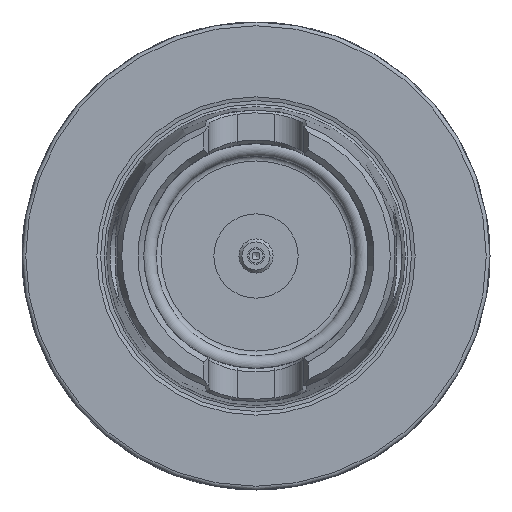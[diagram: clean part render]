
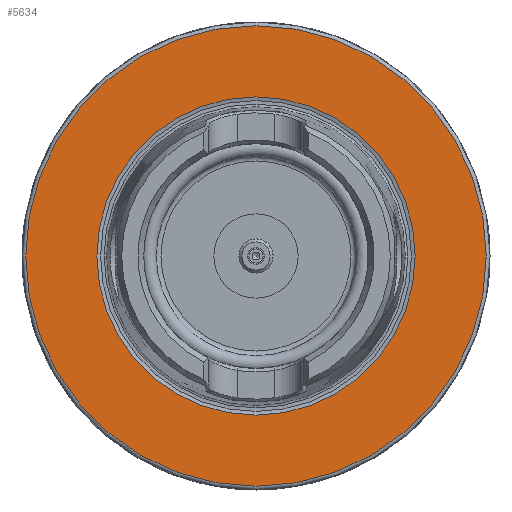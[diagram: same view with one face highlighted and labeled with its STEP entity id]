
A CAD part, left-side view. The second image highlights one B-rep face of the part: STEP entity #5634.
In plain terms, the highlighted planar face has unit normal (-1, 0, 0).
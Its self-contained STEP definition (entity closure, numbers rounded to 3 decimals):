
#5600=CARTESIAN_POINT('',(0.0,34.,0.0));
#5601=VERTEX_POINT('',#5600);
#5602=CARTESIAN_POINT('',(0.0,0.0,0.0));
#5603=DIRECTION('',(1.0,0.0,0.0));
#5604=DIRECTION('',(0.0,1.0,0.0));
#5605=AXIS2_PLACEMENT_3D('',#5602,#5603,#5604);
#5606=CIRCLE('',#5605,34.);
#5607=EDGE_CURVE('',#5601,#5601,#5606,.T.);
#5615=CARTESIAN_POINT('',(0.,41.6,0.0));
#5616=DIRECTION('',(-1.0,0.0,0.0));
#5617=DIRECTION('',(0.0,0.0,1.0));
#5618=AXIS2_PLACEMENT_3D('',#5615,#5616,#5617);
#5619=PLANE('',#5618);
#5620=CARTESIAN_POINT('',(0.,49.2,0.0));
#5621=VERTEX_POINT('',#5620);
#5622=CARTESIAN_POINT('',(0.,0.0,0.0));
#5623=DIRECTION('',(1.0,0.0,0.0));
#5624=DIRECTION('',(0.0,1.0,0.0));
#5625=AXIS2_PLACEMENT_3D('',#5622,#5623,#5624);
#5626=CIRCLE('',#5625,49.2);
#5627=EDGE_CURVE('',#5621,#5621,#5626,.T.);
#5628=ORIENTED_EDGE('',*,*,#5627,.F.);
#5629=EDGE_LOOP('',(#5628));
#5630=FACE_OUTER_BOUND('',#5629,.T.);
#5631=ORIENTED_EDGE('',*,*,#5607,.T.);
#5632=EDGE_LOOP('',(#5631));
#5633=FACE_BOUND('',#5632,.T.);
#5634=ADVANCED_FACE('',(#5630,#5633),#5619,.T.);
